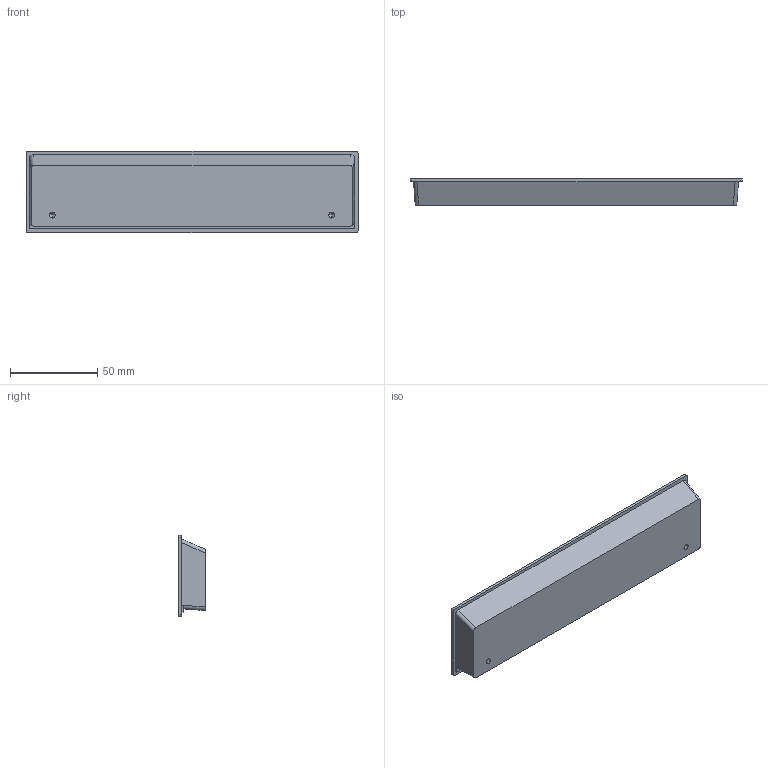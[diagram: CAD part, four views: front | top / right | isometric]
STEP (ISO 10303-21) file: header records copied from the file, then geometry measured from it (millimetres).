
FILE_DESCRIPTION (( 'STEP AP214' ), '1' );
FILE_NAME ('F002588,F002590,F002592_3D.step', '2022-07-07T08:10:28', ( '' ), ( '' ), 'SwSTEP 2.0', 'SolidWorks 2020', '' );
FILE_SCHEMA (( 'AUTOMOTIVE_DESIGN' ));
Length unit declared in the file: millimetre
Products named in the file (1): F002588,F002590,F002592_3D
Bounding box: 190 x 15.1 x 46.5 mm (x, y, z)
Volume: 29832.6 mm3; surface area: 33560.3 mm2
Topology: 1 solids, 1 shells, 60 faces, 162 edges, 100 vertices
Faces by surface type: plane 36, cylinder 18, cone 4, bspline 2
Entity records: 1922 total; most frequent: CARTESIAN_POINT 405, ORIENTED_EDGE 316, DIRECTION 282, EDGE_CURVE 158, VECTOR 108, LINE 108, VERTEX_POINT 100, AXIS2_PLACEMENT_3D 87
